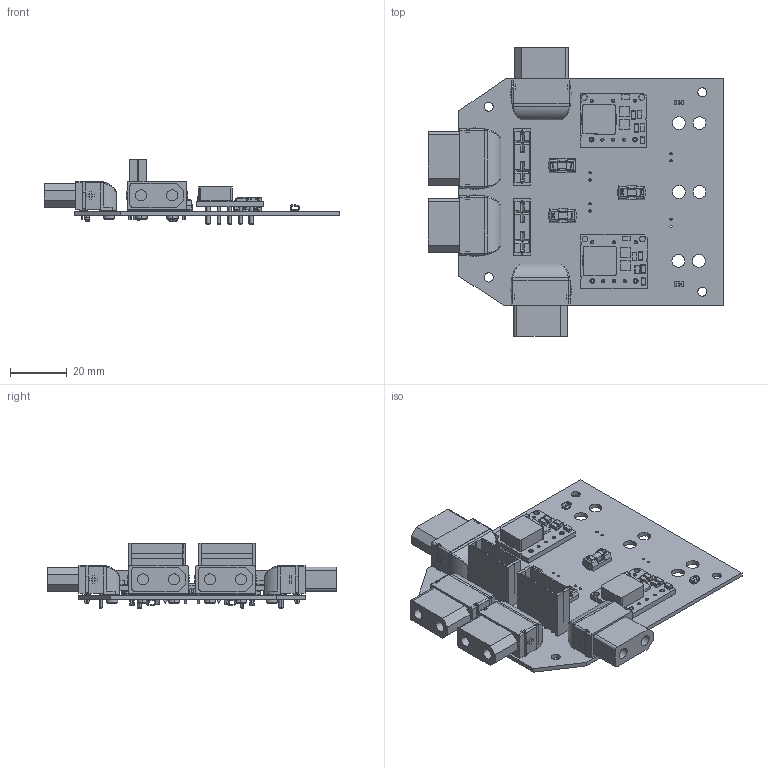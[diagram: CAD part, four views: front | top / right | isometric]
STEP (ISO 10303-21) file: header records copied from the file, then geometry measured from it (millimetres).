
FILE_DESCRIPTION(('KiCad electronic assembly'),'2;1');
FILE_NAME('POWER_CONDITIONING_BOARD.step','2025-11-19T05:53:07',( 'Pcbnew'),('Kicad'),'Open CASCADE STEP processor 7.8', 'KiCad to STEP converter','Unknown');
FILE_SCHEMA(('AUTOMOTIVE_DESIGN { 1 0 10303 214 1 1 1 1 }'));
Length unit declared in the file: millimetre
Products named in the file (8): POWER_CONDITIONING_BOARD 1; 0154010.DR; S1751-46R; XT90PW-F; RPMA5.0-8.0_OF; RPMA5.0-8.0_OF_3D_20210407; 178.6165.0002; POWER DISTRIBUTIONB BOARD_PCB
Assembly tree (19 placements, depth 3):
  POWER_CONDITIONING_BOARD 1
    0154010.DR  x3
    S1751-46R  x6
    XT90PW-F  x4
    RPMA5.0-8.0_OF  x2
      RPMA5.0-8.0_OF_3D_20210407
    178.6165.0002  x2
    POWER DISTRIBUTIONB BOARD_PCB
Bounding box: 103.7 x 101.39 x 22.88 mm (x, y, z)
Volume: 32645.3 mm3; surface area: 38415.1 mm2
Topology: 104 solids, 104 shells, 3482 faces, 8998 edges, 5792 vertices
Faces by surface type: plane 2252, cylinder 1054, cone 112, bspline 64
Full cylindrical faces by diameter (mm): 0.8 x8, 1.4 x12, 1.6 x16, 1.71 x8, 1.9 x4, 2.65 x2, 3.2 x4, 3.9 x8, 4.5 x6
Entity records: 52766 total; most frequent: CARTESIAN_POINT 9550, ORIENTED_EDGE 7232, DIRECTION 7046, EDGE_CURVE 3616, LINE 2620, VECTOR 2620, VERTEX_POINT 2314, AXIS2_PLACEMENT_3D 2213
